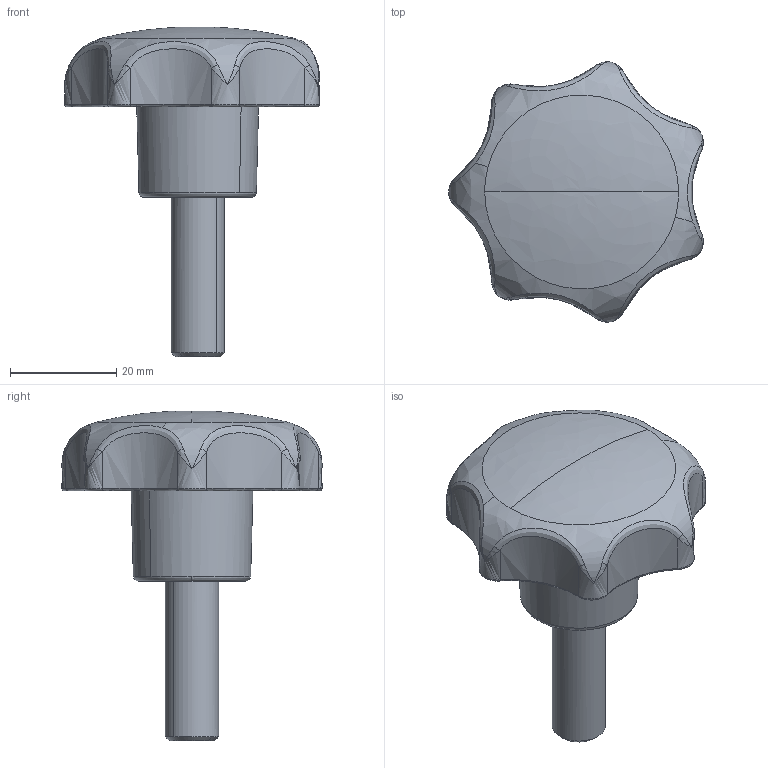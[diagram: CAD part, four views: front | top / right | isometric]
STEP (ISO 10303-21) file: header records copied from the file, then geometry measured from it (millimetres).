
FILE_DESCRIPTION((''),'2;1');
FILE_NAME('','2007-12-14T11:03:04',(''),(''),'','CADfix','');
FILE_SCHEMA(('AUTOMOTIVE_DESIGN { 1 0 10303 214 1 1 1 1 }'));
Length unit declared in the file: millimetre
Bounding box: 47.87 x 48.92 x 62 mm (x, y, z)
Volume: 21482.7 mm3; surface area: 10501 mm2
Topology: 2 solids, 2 shells, 89 faces, 275 edges, 177 vertices
Faces by surface type: bspline 89
Entity records: 8353 total; most frequent: CARTESIAN_POINT 6828, ORIENTED_EDGE 518, EDGE_CURVE 259, B_SPLINE_CURVE_WITH_KNOTS 217, VERTEX_POINT 177, EDGE_LOOP 92, FACE_OUTER_BOUND 89, ADVANCED_FACE 89
